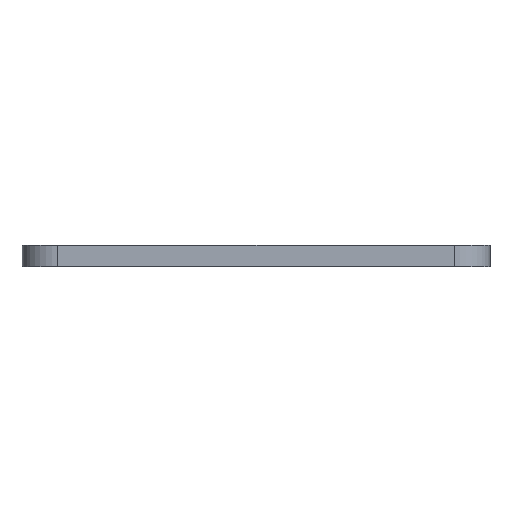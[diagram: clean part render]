
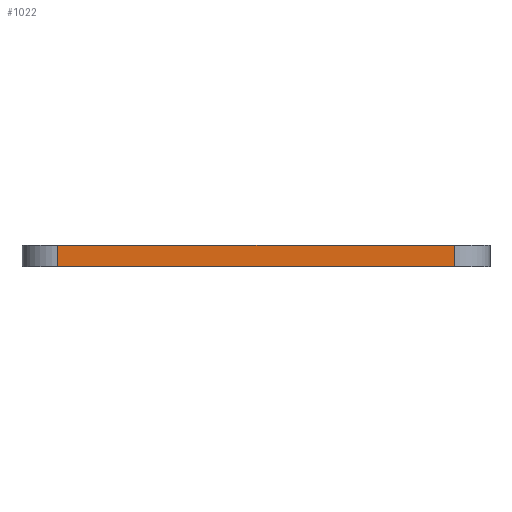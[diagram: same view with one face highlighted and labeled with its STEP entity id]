
A CAD part, front view. The second image highlights one B-rep face of the part: STEP entity #1022.
In plain terms, the highlighted planar face has unit normal (0, -1, 0).
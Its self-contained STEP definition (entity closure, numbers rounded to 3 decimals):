
#136 = VERTEX_POINT('',#137);
#137 = CARTESIAN_POINT('',(-9.116,-50.765,0.));
#144 = EDGE_CURVE('',#136,#145,#147,.T.);
#145 = VERTEX_POINT('',#146);
#146 = CARTESIAN_POINT('',(46.09,-50.765,0.));
#147 = LINE('',#148,#149);
#148 = CARTESIAN_POINT('',(-9.116,-50.765,0.));
#149 = VECTOR('',#150,1.);
#150 = DIRECTION('',(1.,0.,0.));
#544 = VERTEX_POINT('',#545);
#545 = CARTESIAN_POINT('',(-9.116,-50.765,3.));
#552 = EDGE_CURVE('',#544,#553,#555,.T.);
#553 = VERTEX_POINT('',#554);
#554 = CARTESIAN_POINT('',(46.09,-50.765,3.));
#555 = LINE('',#556,#557);
#556 = CARTESIAN_POINT('',(-9.116,-50.765,3.));
#557 = VECTOR('',#558,1.);
#558 = DIRECTION('',(1.,0.,0.));
#994 = EDGE_CURVE('',#136,#544,#995,.T.);
#995 = LINE('',#996,#997);
#996 = CARTESIAN_POINT('',(-9.116,-50.765,0.));
#997 = VECTOR('',#998,1.);
#998 = DIRECTION('',(0.,0.,1.));
#1022 = ADVANCED_FACE('',(#1023),#1034,.F.);
#1023 = FACE_BOUND('',#1024,.F.);
#1024 = EDGE_LOOP('',(#1025,#1026,#1027,#1033));
#1025 = ORIENTED_EDGE('',*,*,#994,.T.);
#1026 = ORIENTED_EDGE('',*,*,#552,.T.);
#1027 = ORIENTED_EDGE('',*,*,#1028,.F.);
#1028 = EDGE_CURVE('',#145,#553,#1029,.T.);
#1029 = LINE('',#1030,#1031);
#1030 = CARTESIAN_POINT('',(46.09,-50.765,0.));
#1031 = VECTOR('',#1032,1.);
#1032 = DIRECTION('',(0.,0.,1.));
#1033 = ORIENTED_EDGE('',*,*,#144,.F.);
#1034 = PLANE('',#1035);
#1035 = AXIS2_PLACEMENT_3D('',#1036,#1037,#1038);
#1036 = CARTESIAN_POINT('',(-9.116,-50.765,0.));
#1037 = DIRECTION('',(0.,1.,0.));
#1038 = DIRECTION('',(1.,0.,0.));
